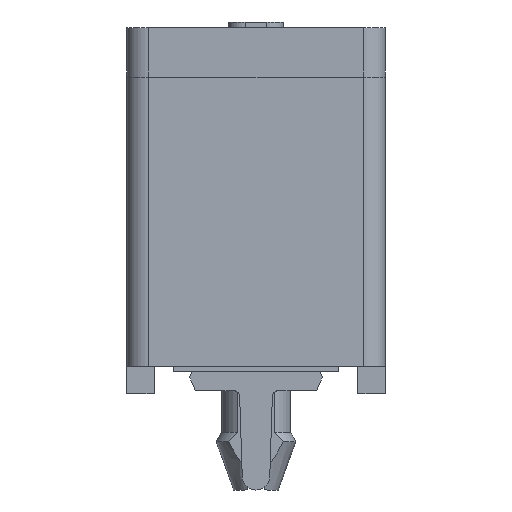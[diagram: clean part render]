
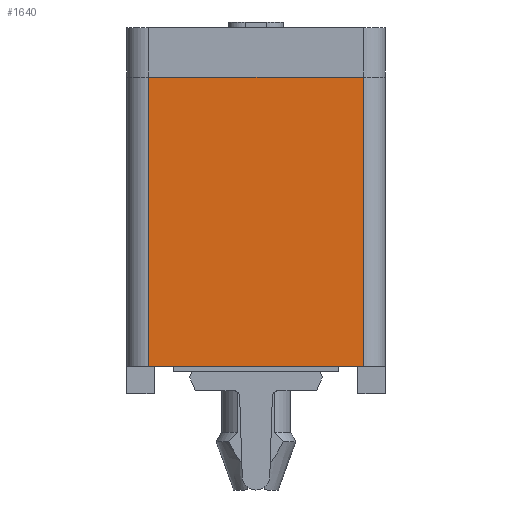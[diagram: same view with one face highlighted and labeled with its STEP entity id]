
A CAD part, left-side view. The second image highlights one B-rep face of the part: STEP entity #1640.
In plain terms, the highlighted planar face has unit normal (-1, 0, 0).
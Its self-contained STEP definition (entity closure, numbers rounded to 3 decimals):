
#1640=ADVANCED_FACE('',(#4846),#4847,.T.);
#2078=EDGE_CURVE('',#5515,#5516,#5517,.T.);
#2080=EDGE_CURVE('',#5519,#5516,#5520,.T.);
#2082=EDGE_CURVE('',#5519,#5522,#5523,.T.);
#2084=EDGE_CURVE('',#5515,#5522,#5525,.T.);
#4846=FACE_OUTER_BOUND('',#9249,.T.);
#4847=PLANE('',#9250);
#5515=VERTEX_POINT('',#10156);
#5516=VERTEX_POINT('',#10157);
#5517=LINE('',#10158,#10159);
#5519=VERTEX_POINT('',#10162);
#5520=LINE('',#10163,#10164);
#5522=VERTEX_POINT('',#10167);
#5523=LINE('',#10168,#10169);
#5525=LINE('',#10172,#10173);
#9249=EDGE_LOOP('',(#16540,#16541,#16542,#16543));
#9250=AXIS2_PLACEMENT_3D('',#16544,#16545,#16546);
#10156=CARTESIAN_POINT('',(-12.2,0.8,-0.5));
#10157=CARTESIAN_POINT('',(-12.2,0.8,10.0));
#10158=CARTESIAN_POINT('',(-12.2,0.8,-0.5));
#10159=VECTOR('',#18127,1000.0);
#10162=CARTESIAN_POINT('',(-12.2,8.6,10.0));
#10163=CARTESIAN_POINT('',(-12.2,8.6,10.));
#10164=VECTOR('',#18128,1000.0);
#10167=CARTESIAN_POINT('',(-12.2,8.6,-0.5));
#10168=CARTESIAN_POINT('',(-12.2,8.6,10.));
#10169=VECTOR('',#18129,1000.0);
#10172=CARTESIAN_POINT('',(-12.2,0.8,-0.5));
#10173=VECTOR('',#18130,1000.0);
#16540=ORIENTED_EDGE('',*,*,#2078,.T.);
#16541=ORIENTED_EDGE('',*,*,#2080,.F.);
#16542=ORIENTED_EDGE('',*,*,#2082,.T.);
#16543=ORIENTED_EDGE('',*,*,#2084,.F.);
#16544=CARTESIAN_POINT('',(-12.2,0.605,10.263));
#16545=DIRECTION('',(-1.0,0.0,0.0));
#16546=DIRECTION('',(0.0,0.0,1.0));
#18127=DIRECTION('',(0.0,0.0,1.0));
#18128=DIRECTION('',(0.0,-1.0,0.0));
#18129=DIRECTION('',(0.0,0.0,-1.0));
#18130=DIRECTION('',(0.0,1.0,0.0));
